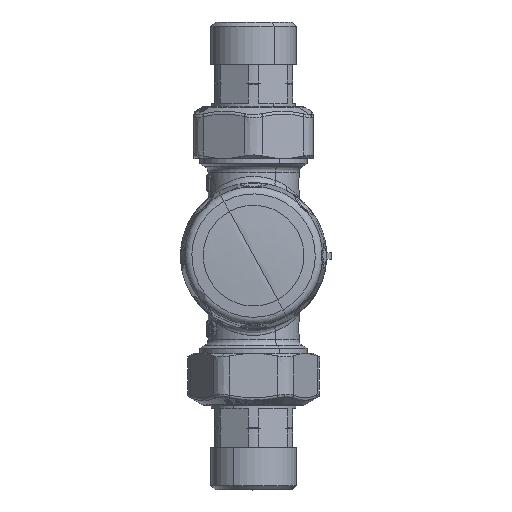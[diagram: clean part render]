
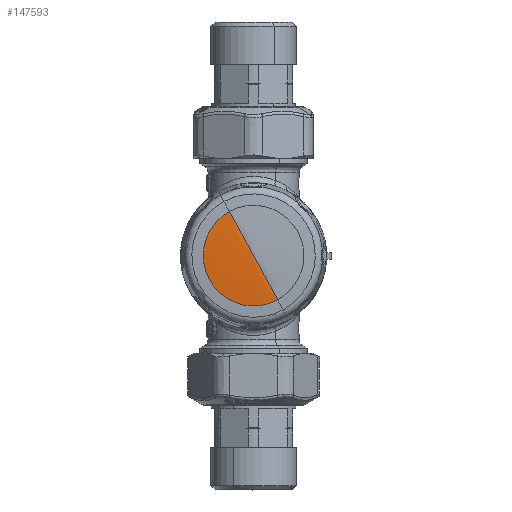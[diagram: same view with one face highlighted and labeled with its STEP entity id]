
A CAD part, top view. The second image highlights one B-rep face of the part: STEP entity #147593.
In plain terms, the highlighted face is a revolution surface.
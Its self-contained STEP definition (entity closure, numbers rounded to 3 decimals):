
#147557=CARTESIAN_POINT('Control Point',(-13.319,-93.408,159.007)) ;
#147558=CARTESIAN_POINT('Control Point',(-13.319,-98.58,159.007)) ;
#147559=CARTESIAN_POINT('Control Point',(-13.319,-103.752,158.806)) ;
#147560=CARTESIAN_POINT('Control Point',(-13.319,-108.908,158.405)) ;
#147561=CARTESIAN_POINT('Axis1P Location',(-13.319,-93.408,160.258)) ;
#147566=CARTESIAN_POINT('Control Point',(-13.319,-93.408,159.007)) ;
#147567=CARTESIAN_POINT('Control Point',(-15.798,-88.869,159.007)) ;
#147568=CARTESIAN_POINT('Control Point',(-18.278,-84.33,158.806)) ;
#147569=CARTESIAN_POINT('Control Point',(-20.75,-79.805,158.405)) ;
#147570=CARTESIAN_POINT('Vertex',(-13.319,-93.408,159.007)) ;
#147572=CARTESIAN_POINT('Vertex',(-20.75,-79.805,158.405)) ;
#147575=CARTESIAN_POINT('Axis2P3D Location',(-13.319,-93.408,158.405)) ;
#147579=CARTESIAN_POINT('Vertex',(-5.888,-107.01,158.405)) ;
#147583=CARTESIAN_POINT('Control Point',(-13.319,-93.408,159.007)) ;
#147584=CARTESIAN_POINT('Control Point',(-10.839,-97.947,159.007)) ;
#147585=CARTESIAN_POINT('Control Point',(-8.36,-102.485,158.806)) ;
#147586=CARTESIAN_POINT('Control Point',(-5.888,-107.01,158.405)) ;
#147562=DIRECTION('Axis1P Direction',(0.,0.,1.)) ;
#147576=DIRECTION('Axis2P3D Direction',(0.,0.,1.)) ;
#147577=AXIS2_PLACEMENT_3D('Circle Axis2P3D',#147575,#147576,$) ;
#147578=CIRCLE('generated circle',#147577,15.5) ;
#147564=SURFACE_OF_REVOLUTION('Surface of Revolution',#147556,#147563) ;
#147563=AXIS1_PLACEMENT('Revolution Surface Axis1P',#147561,#147562) ;
#147574=EDGE_CURVE('',#147571,#147573,#147565,.T.) ;
#147581=EDGE_CURVE('',#147573,#147580,#147578,.T.) ;
#147587=EDGE_CURVE('',#147571,#147580,#147582,.T.) ;
#147589=ORIENTED_EDGE('',*,*,#147574,.T.) ;
#147590=ORIENTED_EDGE('',*,*,#147581,.T.) ;
#147591=ORIENTED_EDGE('',*,*,#147587,.F.) ;
#147588=EDGE_LOOP('',(#147589,#147590,#147591)) ;
#147571=VERTEX_POINT('',#147570) ;
#147573=VERTEX_POINT('',#147572) ;
#147580=VERTEX_POINT('',#147579) ;
#147593=ADVANCED_FACE('PartBody',(#147592),#147564,.F.) ;
#147556=B_SPLINE_CURVE_WITH_KNOTS('',3,(#147557,#147558,#147559,#147560),.UNSPECIFIED.,.F.,.U.,(4,4),(313.516,329.032),.UNSPECIFIED.) ;
#147565=B_SPLINE_CURVE_WITH_KNOTS('',3,(#147566,#147567,#147568,#147569),.UNSPECIFIED.,.F.,.U.,(4,4),(313.516,329.032),.UNSPECIFIED.) ;
#147582=B_SPLINE_CURVE_WITH_KNOTS('',3,(#147583,#147584,#147585,#147586),.UNSPECIFIED.,.F.,.U.,(4,4),(313.516,329.032),.UNSPECIFIED.) ;
#147592=FACE_OUTER_BOUND('',#147588,.T.) ;
